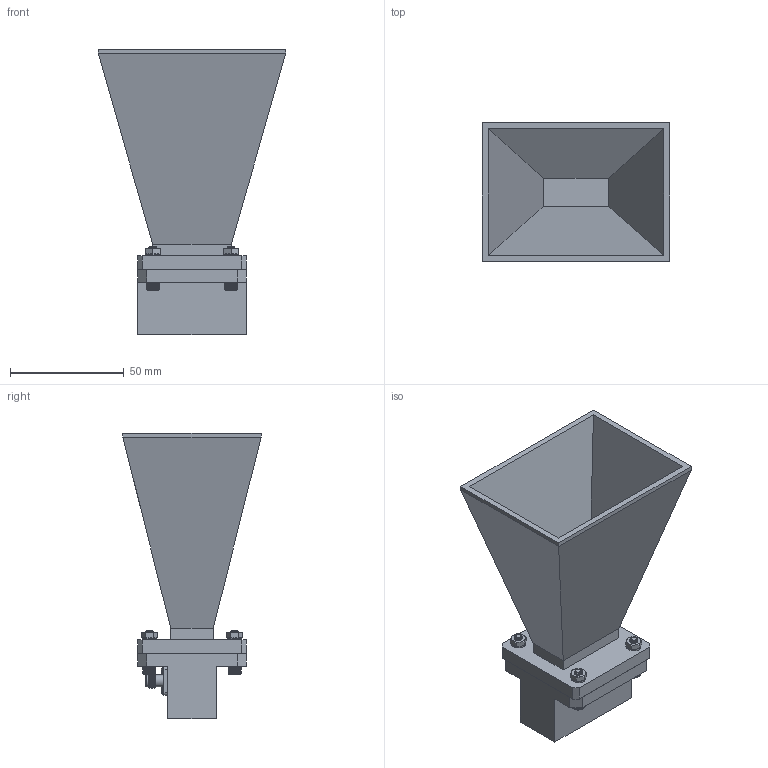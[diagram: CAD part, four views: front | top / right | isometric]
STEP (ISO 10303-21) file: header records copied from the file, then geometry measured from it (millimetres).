
FILE_DESCRIPTION (( 'STEP AP214' ), '1' );
FILE_NAME ('PEWAN112-15SF_3D.STEP', '2022-01-21T18:19:04', ( '' ), ( '' ), 'SwSTEP 2.0', 'SolidWorks 2021', '' );
FILE_SCHEMA (( 'AUTOMOTIVE_DESIGN' ));
Length unit declared in the file: inch
Products named in the file (6): 6-32HN-NARROW_90730A007; 6-32SH-HXx.625_92196A150; 6-LW; PE9884; PEWAN112-15SF_3D; PEWAN112-15
Assembly tree (14 placements, depth 2):
  PEWAN112-15SF_3D
    6-32SH-HXx.625_92196A150  x4
    6-LW  x4
    PE9884
    PEWAN112-15
    6-32HN-NARROW_90730A007  x4
Bounding box: 82.47 x 60.76 x 125.73 mm (x, y, z)
Volume: 94575.5 mm3; surface area: 53948 mm2
Topology: 14 solids, 18 shells, 1155 faces, 2694 edges, 1601 vertices
Faces by surface type: plane 710, cone 350, cylinder 51, bspline 43, torus 1
Full cylindrical faces by diameter (mm): 0.914 x1, 1.016 x1, 1.168 x1, 2.578 x4, 3.454 x4, 4.293 x4, 4.3 x4, 4.521 x1, 5.334 x2
Entity records: 23249 total; most frequent: CARTESIAN_POINT 13392, ORIENTED_EDGE 2110, DIRECTION 1677, EDGE_CURVE 1055, VERTEX_POINT 673, AXIS2_PLACEMENT_3D 631, EDGE_LOOP 534, FACE_OUTER_BOUND 480
